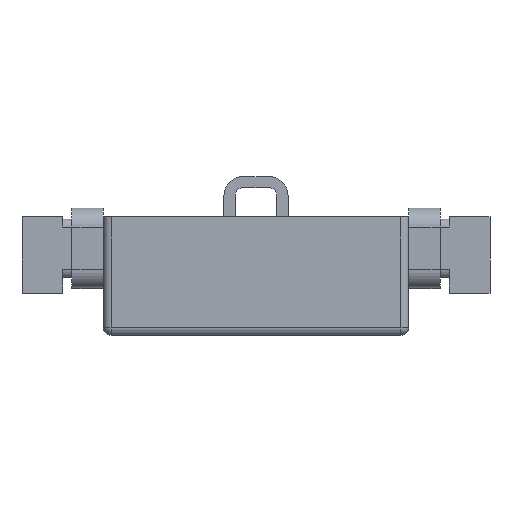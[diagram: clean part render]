
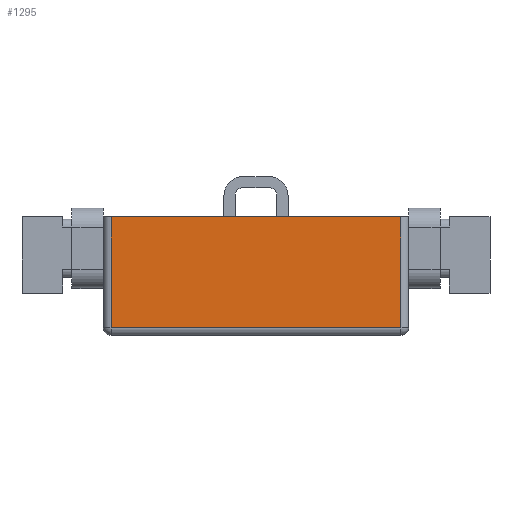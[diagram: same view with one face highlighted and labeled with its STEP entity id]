
A CAD part, front view. The second image highlights one B-rep face of the part: STEP entity #1295.
In plain terms, the highlighted planar face has unit normal (0, -1, 0).
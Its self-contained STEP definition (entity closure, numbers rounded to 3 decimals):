
#1295 = ADVANCED_FACE( '', ( #2902 ), #2903, .T. );
#2902 = FACE_OUTER_BOUND( '', #10538, .T. );
#2903 = PLANE( '', #10539 );
#10538 = EDGE_LOOP( '', ( #15465, #15466, #15467, #15468 ) );
#10539 = AXIS2_PLACEMENT_3D( '', #15469, #15470, #15471 );
#15465 = ORIENTED_EDGE( '', *, *, #17588, .F. );
#15466 = ORIENTED_EDGE( '', *, *, #17306, .T. );
#15467 = ORIENTED_EDGE( '', *, *, #17506, .T. );
#15468 = ORIENTED_EDGE( '', *, *, #17343, .T. );
#15469 = CARTESIAN_POINT( '', ( -3., -3.3, -2.33 ) );
#15470 = DIRECTION( '', ( 0., -1., 0. ) );
#15471 = DIRECTION( '', ( 0., 0., -1. ) );
#17306 = EDGE_CURVE( '', #19250, #19248, #19251, .F. );
#17343 = EDGE_CURVE( '', #19304, #19302, #19305, .T. );
#17506 = EDGE_CURVE( '', #19248, #19304, #19521, .T. );
#17588 = EDGE_CURVE( '', #19250, #19302, #19620, .T. );
#19248 = VERTEX_POINT( '', #22419 );
#19250 = VERTEX_POINT( '', #22421 );
#19251 = LINE( '', #22422, #22423 );
#19302 = VERTEX_POINT( '', #22554 );
#19304 = VERTEX_POINT( '', #22556 );
#19305 = LINE( '', #22557, #22558 );
#19521 = LINE( '', #22837, #22838 );
#19620 = LINE( '', #22990, #22991 );
#22419 = CARTESIAN_POINT( '', ( -2.85, -3.3, -2.18 ) );
#22421 = CARTESIAN_POINT( '', ( -2.85, -3.3, 0. ) );
#22422 = CARTESIAN_POINT( '', ( -2.85, -3.3, -2.33 ) );
#22423 = VECTOR( '', #24344, 1000. );
#22554 = CARTESIAN_POINT( '', ( 2.85, -3.3, 0. ) );
#22556 = CARTESIAN_POINT( '', ( 2.85, -3.3, -2.18 ) );
#22557 = CARTESIAN_POINT( '', ( 2.85, -3.3, -2.33 ) );
#22558 = VECTOR( '', #24382, 1000. );
#22837 = CARTESIAN_POINT( '', ( 3., -3.3, -2.18 ) );
#22838 = VECTOR( '', #24533, 1000. );
#22990 = CARTESIAN_POINT( '', ( -3., -3.3, 0. ) );
#22991 = VECTOR( '', #24598, 1000. );
#24344 = DIRECTION( '', ( 0., 0., 1. ) );
#24382 = DIRECTION( '', ( 0., 0., 1. ) );
#24533 = DIRECTION( '', ( 1., 0., 0. ) );
#24598 = DIRECTION( '', ( 1., 0., 0. ) );
